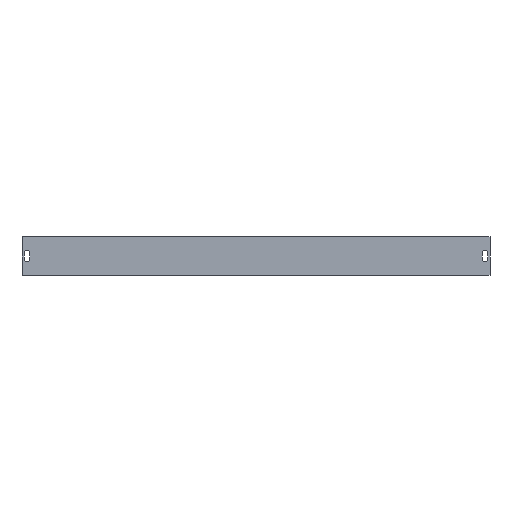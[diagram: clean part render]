
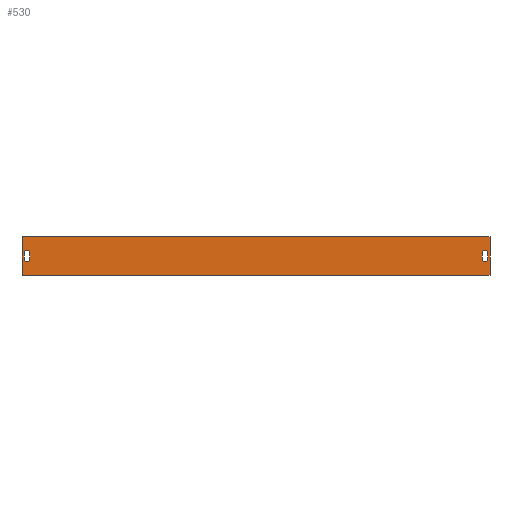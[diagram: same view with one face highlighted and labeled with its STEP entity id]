
A CAD part, top view. The second image highlights one B-rep face of the part: STEP entity #530.
In plain terms, the highlighted planar face has unit normal (0, 0, 1).
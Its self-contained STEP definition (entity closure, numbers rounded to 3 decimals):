
#6 = VERTEX_POINT ( 'NONE', #86 ) ;
#7 = EDGE_LOOP ( 'NONE', ( #84, #174, #353, #273 ) ) ;
#16 = VERTEX_POINT ( 'NONE', #199 ) ;
#26 = ORIENTED_EDGE ( 'NONE', *, *, #337, .T. ) ;
#28 = CARTESIAN_POINT ( 'NONE',  ( -293.5, 4., 1. ) ) ;
#32 = VERTEX_POINT ( 'NONE', #716 ) ;
#37 = DIRECTION ( 'NONE',  ( -1., 0., 0. ) ) ;
#47 = CARTESIAN_POINT ( 'NONE',  ( -290., 4., 1. ) ) ;
#52 = DIRECTION ( 'NONE',  ( 0., 1., 0. ) ) ;
#56 = DIRECTION ( 'NONE',  ( 1., 0., 0. ) ) ;
#60 = DIRECTION ( 'NONE',  ( 0., 0., 1. ) ) ;
#66 = VERTEX_POINT ( 'NONE', #301 ) ;
#71 = CARTESIAN_POINT ( 'NONE',  ( -300., 24.5, 1. ) ) ;
#84 = ORIENTED_EDGE ( 'NONE', *, *, #416, .F. ) ;
#86 = CARTESIAN_POINT ( 'NONE',  ( -300., 24.5, 1. ) ) ;
#93 = VERTEX_POINT ( 'NONE', #262 ) ;
#96 = VECTOR ( 'NONE', #52, 1000. ) ;
#99 = CIRCLE ( 'NONE', #255, 3.5 ) ;
#101 = EDGE_LOOP ( 'NONE', ( #690, #26, #702, #287 ) ) ;
#102 = CIRCLE ( 'NONE', #227, 3.5 ) ;
#110 = LINE ( 'NONE', #47, #96 ) ;
#128 = CARTESIAN_POINT ( 'NONE',  ( 300., 24.5, 1. ) ) ;
#142 = VECTOR ( 'NONE', #324, 1000. ) ;
#149 = LINE ( 'NONE', #276, #142 ) ;
#157 = DIRECTION ( 'NONE',  ( 0., -1., 0. ) ) ;
#158 = DIRECTION ( 'NONE',  ( 0., -1., 0. ) ) ;
#174 = ORIENTED_EDGE ( 'NONE', *, *, #304, .F. ) ;
#180 = CARTESIAN_POINT ( 'NONE',  ( -300., -24.5, 1. ) ) ;
#199 = CARTESIAN_POINT ( 'NONE',  ( 290., 4., 1. ) ) ;
#202 = FACE_BOUND ( 'NONE', #528, .T. ) ;
#208 = VERTEX_POINT ( 'NONE', #461 ) ;
#209 = FACE_BOUND ( 'NONE', #7, .T. ) ;
#212 = VECTOR ( 'NONE', #710, 1000. ) ;
#213 = LINE ( 'NONE', #380, #212 ) ;
#227 = AXIS2_PLACEMENT_3D ( 'NONE', #742, #738, #734 ) ;
#235 = VERTEX_POINT ( 'NONE', #275 ) ;
#239 = FACE_OUTER_BOUND ( 'NONE', #101, .T. ) ;
#241 = VECTOR ( 'NONE', #157, 1000. ) ;
#248 = EDGE_CURVE ( 'NONE', #546, #466, #389, .T. ) ;
#255 = AXIS2_PLACEMENT_3D ( 'NONE', #28, #60, #56 ) ;
#257 = LINE ( 'NONE', #71, #241 ) ;
#259 = EDGE_CURVE ( 'NONE', #266, #546, #329, .T. ) ;
#262 = CARTESIAN_POINT ( 'NONE',  ( -300., -24.5, 1. ) ) ;
#266 = VERTEX_POINT ( 'NONE', #696 ) ;
#273 = ORIENTED_EDGE ( 'NONE', *, *, #680, .F. ) ;
#275 = CARTESIAN_POINT ( 'NONE',  ( 300., -24.5, 1. ) ) ;
#276 = CARTESIAN_POINT ( 'NONE',  ( 297., 4., 1. ) ) ;
#277 = CARTESIAN_POINT ( 'NONE',  ( -293.5, -4., 1. ) ) ;
#278 = CARTESIAN_POINT ( 'NONE',  ( 293.5, 4., 1. ) ) ;
#283 = DIRECTION ( 'NONE',  ( 0., 1., 0. ) ) ;
#284 = ORIENTED_EDGE ( 'NONE', *, *, #259, .F. ) ;
#286 = LINE ( 'NONE', #485, #311 ) ;
#287 = ORIENTED_EDGE ( 'NONE', *, *, #521, .T. ) ;
#289 = DIRECTION ( 'NONE',  ( 1., 0., 0. ) ) ;
#290 = DIRECTION ( 'NONE',  ( 0., -1., 0. ) ) ;
#301 = CARTESIAN_POINT ( 'NONE',  ( -290., 4., 1. ) ) ;
#302 = LINE ( 'NONE', #424, #307 ) ;
#304 = EDGE_CURVE ( 'NONE', #208, #16, #332, .T. ) ;
#305 = AXIS2_PLACEMENT_3D ( 'NONE', #736, #612, #663 ) ;
#307 = VECTOR ( 'NONE', #283, 1000. ) ;
#310 = VECTOR ( 'NONE', #289, 1000. ) ;
#311 = VECTOR ( 'NONE', #158, 1000. ) ;
#315 = LINE ( 'NONE', #180, #310 ) ;
#320 = DIRECTION ( 'NONE',  ( 1., 0., 0. ) ) ;
#322 = DIRECTION ( 'NONE',  ( 0., 0., 1. ) ) ;
#324 = DIRECTION ( 'NONE',  ( 0., 1., 0. ) ) ;
#329 = LINE ( 'NONE', #634, #331 ) ;
#331 = VECTOR ( 'NONE', #290, 1000. ) ;
#332 = CIRCLE ( 'NONE', #471, 3.5 ) ;
#337 = EDGE_CURVE ( 'NONE', #93, #235, #315, .T. ) ;
#353 = ORIENTED_EDGE ( 'NONE', *, *, #624, .F. ) ;
#372 = EDGE_CURVE ( 'NONE', #235, #468, #302, .T. ) ;
#380 = CARTESIAN_POINT ( 'NONE',  ( -300., 24.5, 1. ) ) ;
#389 = CIRCLE ( 'NONE', #577, 3.5 ) ;
#416 = EDGE_CURVE ( 'NONE', #16, #516, #286, .T. ) ;
#424 = CARTESIAN_POINT ( 'NONE',  ( 300., 24.5, 1. ) ) ;
#461 = CARTESIAN_POINT ( 'NONE',  ( 297., 4., 1. ) ) ;
#466 = VERTEX_POINT ( 'NONE', #703 ) ;
#468 = VERTEX_POINT ( 'NONE', #128 ) ;
#471 = AXIS2_PLACEMENT_3D ( 'NONE', #278, #322, #37 ) ;
#485 = CARTESIAN_POINT ( 'NONE',  ( 290., 4., 1. ) ) ;
#501 = EDGE_CURVE ( 'NONE', #6, #93, #257, .T. ) ;
#516 = VERTEX_POINT ( 'NONE', #638 ) ;
#521 = EDGE_CURVE ( 'NONE', #468, #6, #213, .T. ) ;
#528 = EDGE_LOOP ( 'NONE', ( #284, #650, #562, #666 ) ) ;
#530 = ADVANCED_FACE ( 'NONE', ( #202, #239, #209 ), #691, .T. ) ;
#546 = VERTEX_POINT ( 'NONE', #622 ) ;
#562 = ORIENTED_EDGE ( 'NONE', *, *, #676, .F. ) ;
#577 = AXIS2_PLACEMENT_3D ( 'NONE', #277, #662, #320 ) ;
#612 = DIRECTION ( 'NONE',  ( 0., 0., 1. ) ) ;
#622 = CARTESIAN_POINT ( 'NONE',  ( -297., -4., 1. ) ) ;
#624 = EDGE_CURVE ( 'NONE', #32, #208, #149, .T. ) ;
#634 = CARTESIAN_POINT ( 'NONE',  ( -297., 4., 1. ) ) ;
#638 = CARTESIAN_POINT ( 'NONE',  ( 290., -4., 1. ) ) ;
#650 = ORIENTED_EDGE ( 'NONE', *, *, #671, .F. ) ;
#662 = DIRECTION ( 'NONE',  ( 0., 0., 1. ) ) ;
#663 = DIRECTION ( 'NONE',  ( 1., 0., 0. ) ) ;
#666 = ORIENTED_EDGE ( 'NONE', *, *, #248, .F. ) ;
#671 = EDGE_CURVE ( 'NONE', #66, #266, #99, .T. ) ;
#676 = EDGE_CURVE ( 'NONE', #466, #66, #110, .T. ) ;
#680 = EDGE_CURVE ( 'NONE', #516, #32, #102, .T. ) ;
#690 = ORIENTED_EDGE ( 'NONE', *, *, #501, .T. ) ;
#691 = PLANE ( 'NONE',  #305 ) ;
#696 = CARTESIAN_POINT ( 'NONE',  ( -297., 4., 1. ) ) ;
#702 = ORIENTED_EDGE ( 'NONE', *, *, #372, .T. ) ;
#703 = CARTESIAN_POINT ( 'NONE',  ( -290., -4., 1. ) ) ;
#710 = DIRECTION ( 'NONE',  ( -1., 0., 0. ) ) ;
#716 = CARTESIAN_POINT ( 'NONE',  ( 297., -4., 1. ) ) ;
#734 = DIRECTION ( 'NONE',  ( -1., 0., 0. ) ) ;
#736 = CARTESIAN_POINT ( 'NONE',  ( 0., 0., 1. ) ) ;
#738 = DIRECTION ( 'NONE',  ( 0., 0., 1. ) ) ;
#742 = CARTESIAN_POINT ( 'NONE',  ( 293.5, -4., 1. ) ) ;
